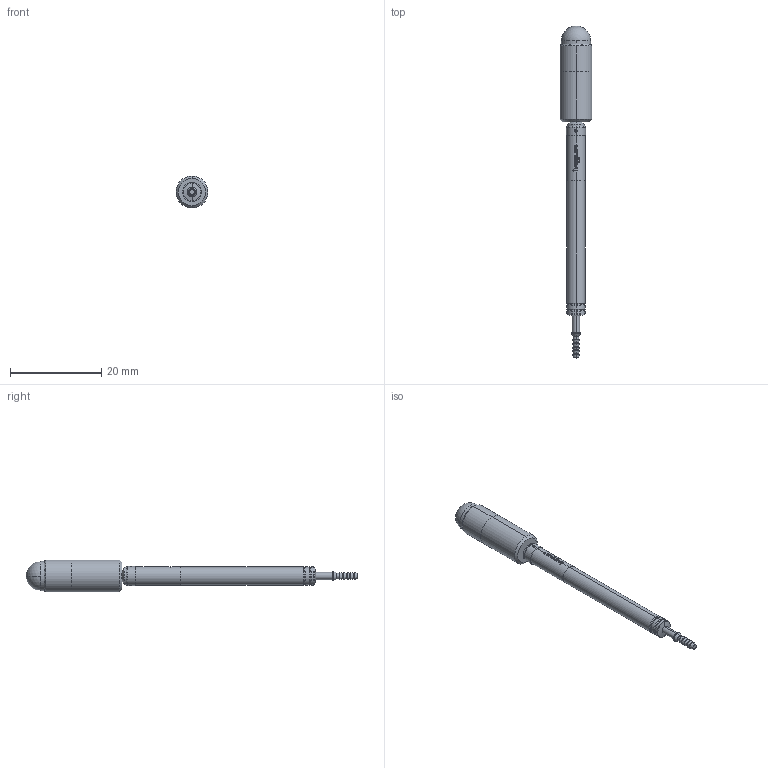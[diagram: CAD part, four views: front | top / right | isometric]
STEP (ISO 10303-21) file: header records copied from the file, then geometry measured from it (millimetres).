
FILE_DESCRIPTION (( 'STEP AP203' ), '1' );
FILE_NAME ('INGUN_PKS-399_005_700_A_xx02_1_TS.STEP', '2024-02-14T06:14:42', ( '' ), ( '' ), 'SwSTEP 2.0', 'SolidWorks 2021', '' );
FILE_SCHEMA (( 'CONFIG_CONTROL_DESIGN' ));
Length unit declared in the file: millimetre
Products named in the file (1): INGUN_PKS-399_005_700_A_xx02_1_TS
Bounding box: 7 x 72.9 x 7 mm (x, y, z)
Volume: 1287.9 mm3; surface area: 1085.6 mm2
Topology: 1 solids, 1 shells, 184 faces, 462 edges, 291 vertices
Faces by surface type: cylinder 67, plane 55, bspline 22, cone 22, torus 16, sphere 2
Entity records: 6099 total; most frequent: CARTESIAN_POINT 1736, ORIENTED_EDGE 920, DIRECTION 876, EDGE_CURVE 460, AXIS2_PLACEMENT_3D 363, VERTEX_POINT 291, CIRCLE 200, EDGE_LOOP 197
